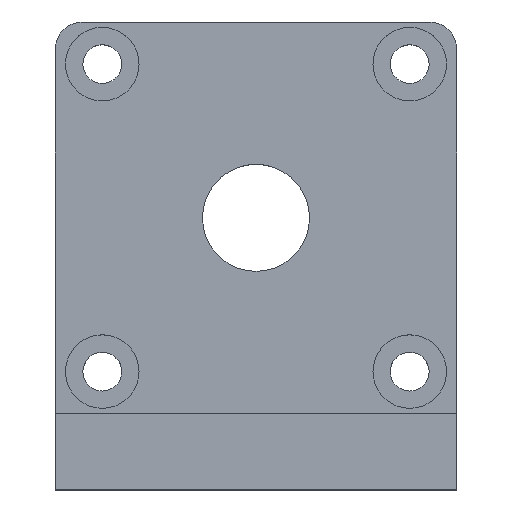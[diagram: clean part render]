
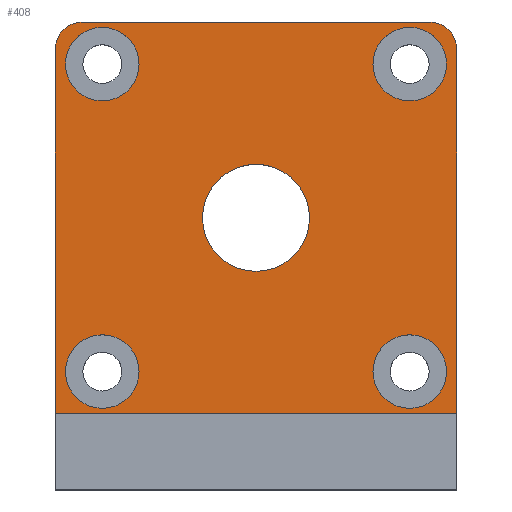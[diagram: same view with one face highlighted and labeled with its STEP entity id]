
A CAD part, top view. The second image highlights one B-rep face of the part: STEP entity #408.
In plain terms, the highlighted planar face has unit normal (0, 0, 1).
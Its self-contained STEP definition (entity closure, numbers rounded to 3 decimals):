
#20=FACE_BOUND('',#80,.T.);
#21=FACE_BOUND('',#81,.T.);
#22=FACE_BOUND('',#82,.T.);
#23=FACE_BOUND('',#83,.T.);
#24=FACE_BOUND('',#84,.T.);
#35=PLANE('',#462);
#49=FACE_OUTER_BOUND('',#79,.T.);
#79=EDGE_LOOP('',(#313,#314,#315,#316,#317,#318));
#80=EDGE_LOOP('',(#319));
#81=EDGE_LOOP('',(#320));
#82=EDGE_LOOP('',(#321));
#83=EDGE_LOOP('',(#322));
#84=EDGE_LOOP('',(#323));
#110=LINE('',#638,#140);
#122=LINE('',#677,#152);
#125=LINE('',#682,#155);
#126=LINE('',#686,#156);
#140=VECTOR('',#508,30.);
#152=VECTOR('',#542,26.);
#155=VECTOR('',#547,27.3);
#156=VECTOR('',#552,27.3);
#169=CIRCLE('',#449,4.);
#177=CIRCLE('',#463,2.);
#178=CIRCLE('',#464,2.);
#179=CIRCLE('',#465,2.75);
#180=CIRCLE('',#466,2.75);
#181=CIRCLE('',#467,2.75);
#182=CIRCLE('',#468,2.75);
#193=VERTEX_POINT('',#630);
#194=VERTEX_POINT('',#634);
#196=VERTEX_POINT('',#637);
#211=VERTEX_POINT('',#675);
#212=VERTEX_POINT('',#676);
#213=VERTEX_POINT('',#681);
#214=VERTEX_POINT('',#684);
#215=VERTEX_POINT('',#687);
#216=VERTEX_POINT('',#689);
#217=VERTEX_POINT('',#691);
#218=VERTEX_POINT('',#693);
#230=EDGE_CURVE('',#193,#193,#169,.T.);
#232=EDGE_CURVE('',#194,#196,#110,.T.);
#251=EDGE_CURVE('',#211,#212,#122,.T.);
#254=EDGE_CURVE('',#213,#194,#125,.T.);
#255=EDGE_CURVE('',#213,#211,#177,.T.);
#256=EDGE_CURVE('',#212,#214,#178,.T.);
#257=EDGE_CURVE('',#196,#214,#126,.T.);
#258=EDGE_CURVE('',#215,#215,#179,.T.);
#259=EDGE_CURVE('',#216,#216,#180,.T.);
#260=EDGE_CURVE('',#217,#217,#181,.T.);
#261=EDGE_CURVE('',#218,#218,#182,.T.);
#313=ORIENTED_EDGE('',*,*,#254,.F.);
#314=ORIENTED_EDGE('',*,*,#255,.T.);
#315=ORIENTED_EDGE('',*,*,#251,.T.);
#316=ORIENTED_EDGE('',*,*,#256,.T.);
#317=ORIENTED_EDGE('',*,*,#257,.F.);
#318=ORIENTED_EDGE('',*,*,#232,.F.);
#319=ORIENTED_EDGE('',*,*,#230,.F.);
#320=ORIENTED_EDGE('',*,*,#258,.F.);
#321=ORIENTED_EDGE('',*,*,#259,.F.);
#322=ORIENTED_EDGE('',*,*,#260,.F.);
#323=ORIENTED_EDGE('',*,*,#261,.F.);
#408=ADVANCED_FACE('',(#49,#20,#21,#22,#23,#24),#35,.T.);
#449=AXIS2_PLACEMENT_3D('',#632,#503,#504);
#462=AXIS2_PLACEMENT_3D('',#680,#545,#546);
#463=AXIS2_PLACEMENT_3D('',#683,#548,#549);
#464=AXIS2_PLACEMENT_3D('',#685,#550,#551);
#465=AXIS2_PLACEMENT_3D('',#688,#553,#554);
#466=AXIS2_PLACEMENT_3D('',#690,#555,#556);
#467=AXIS2_PLACEMENT_3D('',#692,#557,#558);
#468=AXIS2_PLACEMENT_3D('',#694,#559,#560);
#503=DIRECTION('center_axis',(0.,0.,1.));
#504=DIRECTION('ref_axis',(1.,0.,0.));
#508=DIRECTION('',(-1.,0.,0.));
#542=DIRECTION('',(-1.,0.,0.));
#545=DIRECTION('center_axis',(0.,0.,1.));
#546=DIRECTION('ref_axis',(1.,0.,0.));
#547=DIRECTION('',(0.,-1.,0.));
#548=DIRECTION('center_axis',(0.,0.,1.));
#549=DIRECTION('ref_axis',(1.,0.,0.));
#550=DIRECTION('center_axis',(0.,0.,1.));
#551=DIRECTION('ref_axis',(1.,0.,0.));
#552=DIRECTION('',(0.,1.,0.));
#553=DIRECTION('center_axis',(0.,0.,1.));
#554=DIRECTION('ref_axis',(1.,0.,0.));
#555=DIRECTION('center_axis',(0.,0.,1.));
#556=DIRECTION('ref_axis',(1.,0.,0.));
#557=DIRECTION('center_axis',(0.,0.,1.));
#558=DIRECTION('ref_axis',(1.,0.,0.));
#559=DIRECTION('center_axis',(0.,0.,1.));
#560=DIRECTION('ref_axis',(1.,0.,0.));
#630=CARTESIAN_POINT('',(-4.,17.35,1.));
#632=CARTESIAN_POINT('Origin',(0.,17.35,1.));
#634=CARTESIAN_POINT('',(15.,2.7,1.));
#637=CARTESIAN_POINT('',(-15.,2.7,1.));
#638=CARTESIAN_POINT('',(15.,2.7,1.));
#675=CARTESIAN_POINT('',(13.,32.,1.));
#676=CARTESIAN_POINT('',(-13.,32.,1.));
#677=CARTESIAN_POINT('',(13.,32.,1.));
#680=CARTESIAN_POINT('Origin',(50.511,2.7,1.));
#681=CARTESIAN_POINT('',(15.,30.,1.));
#682=CARTESIAN_POINT('',(15.,30.,1.));
#683=CARTESIAN_POINT('Origin',(13.,30.,1.));
#684=CARTESIAN_POINT('',(-15.,30.,1.));
#685=CARTESIAN_POINT('Origin',(-13.,30.,1.));
#686=CARTESIAN_POINT('',(-15.,2.7,1.));
#687=CARTESIAN_POINT('',(-14.25,28.85,1.));
#688=CARTESIAN_POINT('Origin',(-11.5,28.85,1.));
#689=CARTESIAN_POINT('',(8.75,28.85,1.));
#690=CARTESIAN_POINT('Origin',(11.5,28.85,1.));
#691=CARTESIAN_POINT('',(8.75,5.85,1.));
#692=CARTESIAN_POINT('Origin',(11.5,5.85,1.));
#693=CARTESIAN_POINT('',(-14.25,5.85,1.));
#694=CARTESIAN_POINT('Origin',(-11.5,5.85,1.));
